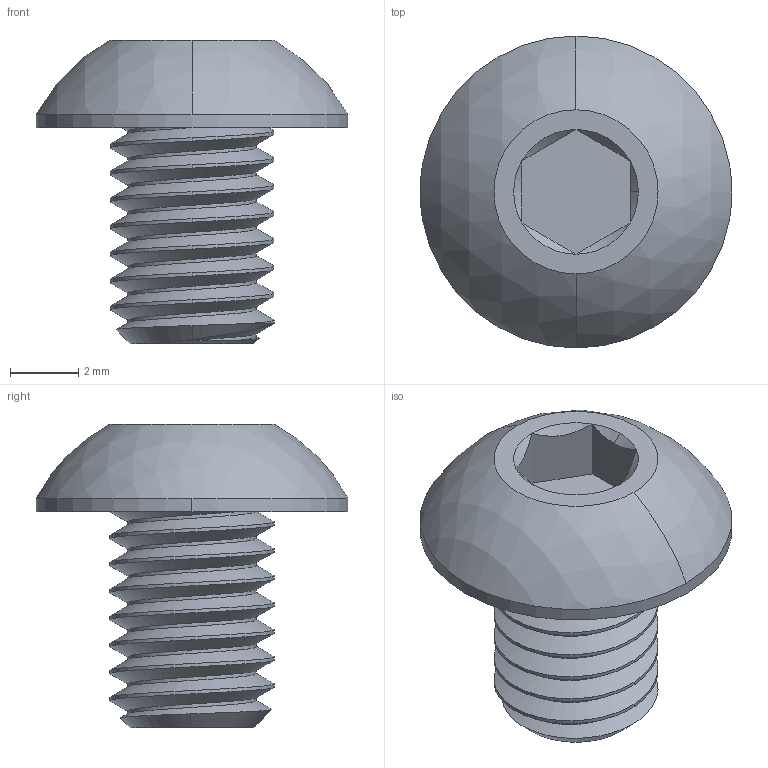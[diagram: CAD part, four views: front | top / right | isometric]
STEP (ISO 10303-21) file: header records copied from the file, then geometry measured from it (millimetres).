
FILE_DESCRIPTION (( 'STEP AP203' ), '1' );
FILE_NAME ('WCP-0251.STEP', '2021-05-12T23:03:28', ( '' ), ( '' ), 'SwSTEP 2.0', 'SolidWorks 2020', '' );
FILE_SCHEMA (( 'CONFIG_CONTROL_DESIGN' ));
Length unit declared in the file: inch
Products named in the file (1): WCP-0251
Bounding box: 9.17 x 9.17 x 8.92 mm (x, y, z)
Volume: 199.3 mm3; surface area: 329.2 mm2
Topology: 1 solids, 1 shells, 42 faces, 103 edges, 66 vertices
Faces by surface type: cylinder 17, cone 10, plane 10, bspline 3, sphere 2
Entity records: 2823 total; most frequent: CARTESIAN_POINT 1882, ORIENTED_EDGE 204, DIRECTION 154, EDGE_CURVE 102, VERTEX_POINT 64, AXIS2_PLACEMENT_3D 61, EDGE_LOOP 44, FACE_OUTER_BOUND 42
